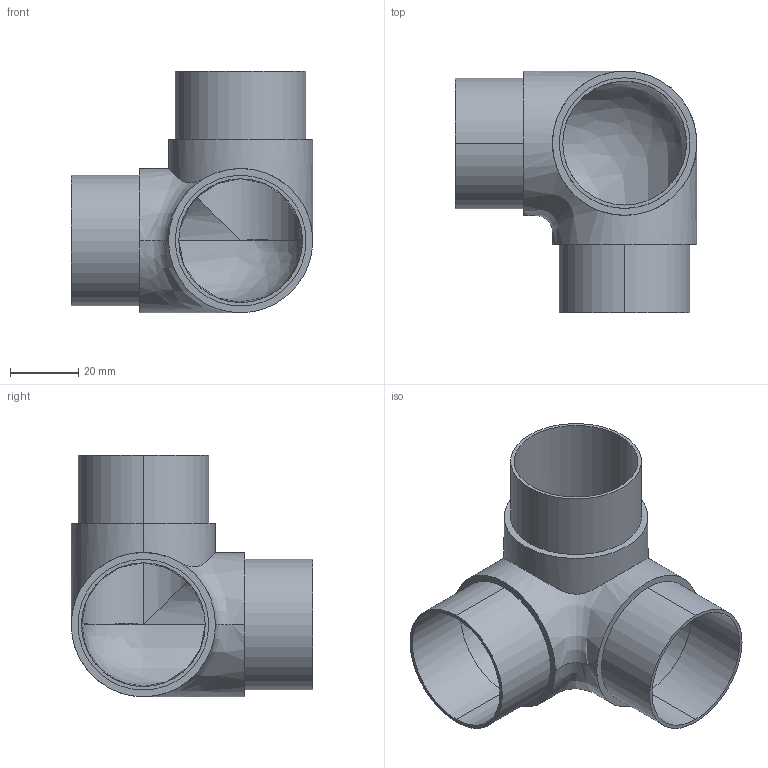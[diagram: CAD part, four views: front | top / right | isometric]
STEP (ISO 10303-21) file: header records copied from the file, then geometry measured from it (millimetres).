
FILE_DESCRIPTION (( 'STEP AP203' ), '1' );
FILE_NAME ('3D_GR1222_42.4x2_188851200.STEP', '2024-11-11T17:02:54', ( '' ), ( '' ), 'SwSTEP 2.0', 'SolidWorks 2023', '' );
FILE_SCHEMA (( 'CONFIG_CONTROL_DESIGN' ));
Length unit declared in the file: millimetre
Products named in the file (1): 3D_GR1222_42.4x2_188851200
Bounding box: 71 x 71 x 71 mm (x, y, z)
Volume: 29821 mm3; surface area: 30369.2 mm2
Topology: 1 solids, 1 shells, 28 faces, 70 edges, 46 vertices
Faces by surface type: cylinder 14, bspline 8, plane 6
Entity records: 12265 total; most frequent: CARTESIAN_POINT 11553, ORIENTED_EDGE 140, DIRECTION 116, EDGE_CURVE 70, AXIS2_PLACEMENT_3D 51, VERTEX_POINT 46, EDGE_LOOP 34, CIRCLE 30
